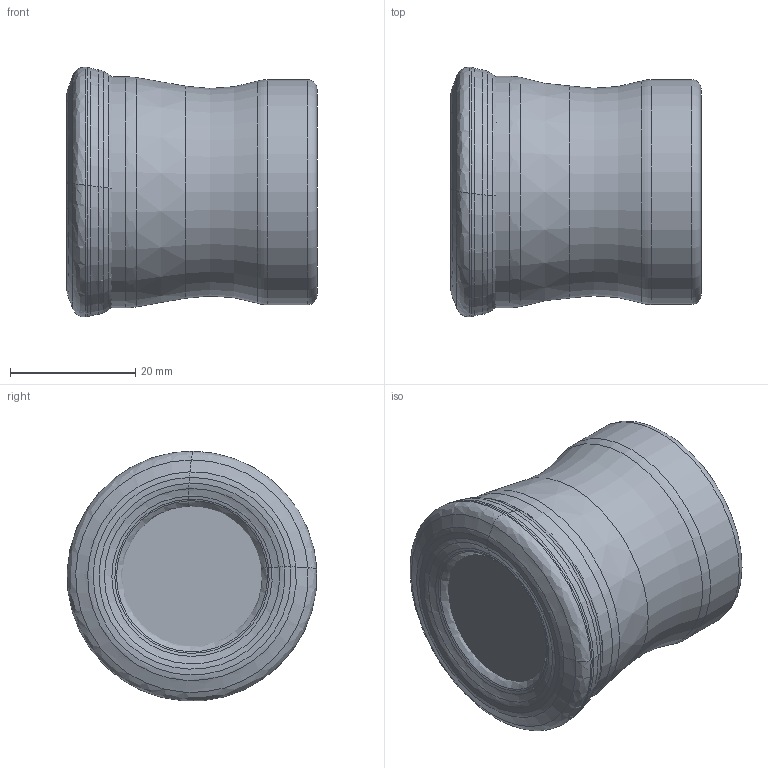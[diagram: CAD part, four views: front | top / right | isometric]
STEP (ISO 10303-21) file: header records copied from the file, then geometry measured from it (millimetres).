
FILE_DESCRIPTION(/* description */ (''),/* implementation_level */ '2;1');
FILE_NAME(/* name */ 'AHFMC-WD0804-D040-A16-Z04-H.stp',/* time_stamp */ '2023-10-12T10:00:12+03:00',/* author */ (''),/* organization */ (''),/* preprocessor_version */ 'ST-DEVELOPER v19.4',/* originating_system */ 'SIEMENS PLM Software NX2306.5001',/* authorisation */ '');
FILE_SCHEMA (('AUTOMOTIVE_DESIGN { 1 0 10303 214 3 1 1 1 }'));
Length unit declared in the file: millimetre
Products named in the file (1): AHFMC-WD0804-D040-A16-Z04-H-LIGHT_x_t_objects
Bounding box: 40 x 39.93 x 39.92 mm (x, y, z)
Volume: 44186.7 mm3; surface area: 9168.9 mm2
Topology: 2 solids, 2 shells, 64 faces, 124 edges, 63 vertices
Faces by surface type: bspline 49, torus 6, cone 4, plane 3, cylinder 2
Full cylindrical faces by diameter (mm): 36 x1, 37 x1
Entity records: 2377 total; most frequent: CARTESIAN_POINT 1238, DIRECTION 230, ORIENTED_EDGE 222, EDGE_CURVE 111, AXIS2_PLACEMENT_3D 109, CIRCLE 93, EDGE_LOOP 78, ADVANCED_FACE 64
